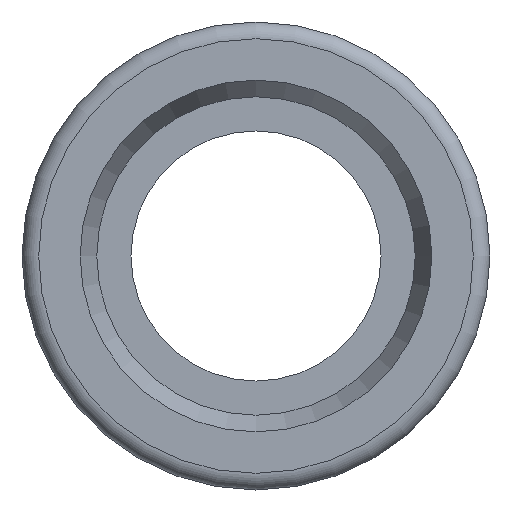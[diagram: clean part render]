
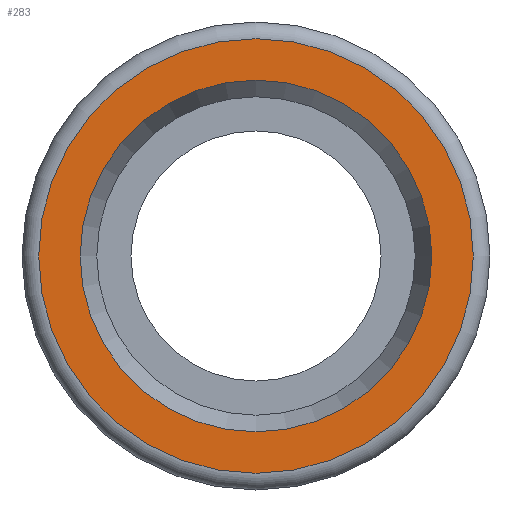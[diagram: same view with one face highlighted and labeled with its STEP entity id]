
A CAD part, left-side view. The second image highlights one B-rep face of the part: STEP entity #283.
In plain terms, the highlighted planar face has unit normal (-1, 0, 0).
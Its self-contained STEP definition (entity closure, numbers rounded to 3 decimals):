
#16=FACE_BOUND('',#56,.T.);
#20=PLANE('',#332);
#41=FACE_OUTER_BOUND('',#55,.T.);
#55=EDGE_LOOP('',(#202,#203));
#56=EDGE_LOOP('',(#204,#205));
#78=CIRCLE('',#325,13.036);
#79=CIRCLE('',#326,13.036);
#84=CIRCLE('',#333,10.55);
#85=CIRCLE('',#334,10.55);
#113=VERTEX_POINT('',#491);
#114=VERTEX_POINT('',#493);
#118=VERTEX_POINT('',#506);
#119=VERTEX_POINT('',#507);
#146=EDGE_CURVE('',#113,#114,#78,.T.);
#147=EDGE_CURVE('',#114,#113,#79,.T.);
#153=EDGE_CURVE('',#118,#119,#84,.T.);
#154=EDGE_CURVE('',#119,#118,#85,.T.);
#202=ORIENTED_EDGE('',*,*,#147,.F.);
#203=ORIENTED_EDGE('',*,*,#146,.F.);
#204=ORIENTED_EDGE('',*,*,#153,.T.);
#205=ORIENTED_EDGE('',*,*,#154,.T.);
#283=ADVANCED_FACE('',(#41,#16),#20,.T.);
#325=AXIS2_PLACEMENT_3D('',#494,#390,#391);
#326=AXIS2_PLACEMENT_3D('',#495,#392,#393);
#332=AXIS2_PLACEMENT_3D('',#505,#405,#406);
#333=AXIS2_PLACEMENT_3D('',#508,#407,#408);
#334=AXIS2_PLACEMENT_3D('',#509,#409,#410);
#390=DIRECTION('center_axis',(1.,0.,0.));
#391=DIRECTION('ref_axis',(0.,-1.,0.));
#392=DIRECTION('center_axis',(1.,0.,0.));
#393=DIRECTION('ref_axis',(0.,-1.,0.));
#405=DIRECTION('center_axis',(-1.,0.,0.));
#406=DIRECTION('ref_axis',(0.,0.,1.));
#407=DIRECTION('center_axis',(1.,0.,0.));
#408=DIRECTION('ref_axis',(0.,1.,0.));
#409=DIRECTION('center_axis',(1.,0.,0.));
#410=DIRECTION('ref_axis',(0.,1.,0.));
#491=CARTESIAN_POINT('',(0.,0.,13.036));
#493=CARTESIAN_POINT('',(0.,13.036,0.));
#494=CARTESIAN_POINT('Origin',(0.,0.,0.));
#495=CARTESIAN_POINT('Origin',(0.,0.,0.));
#505=CARTESIAN_POINT('Origin',(0.,12.3,0.));
#506=CARTESIAN_POINT('',(0.,10.55,0.));
#507=CARTESIAN_POINT('',(0.,-10.55,0.));
#508=CARTESIAN_POINT('Origin',(0.,0.,0.));
#509=CARTESIAN_POINT('Origin',(0.,0.,0.));
